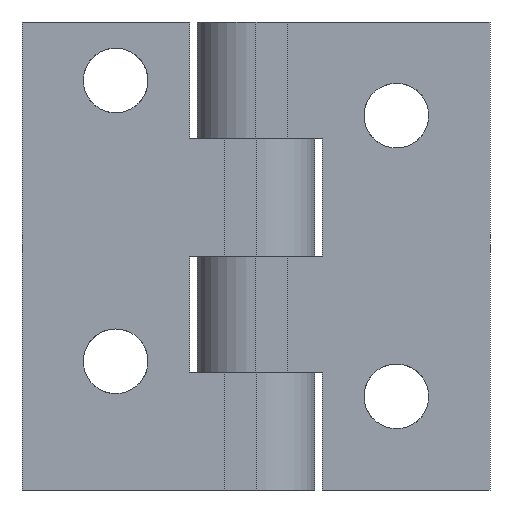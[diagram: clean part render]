
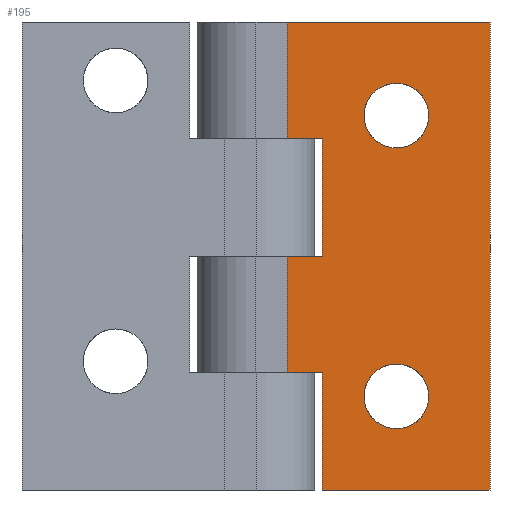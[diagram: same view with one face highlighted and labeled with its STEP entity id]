
A CAD part, front view. The second image highlights one B-rep face of the part: STEP entity #195.
In plain terms, the highlighted planar face has unit normal (0, -1, 0).
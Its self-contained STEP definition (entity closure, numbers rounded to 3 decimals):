
#195 = ADVANCED_FACE( '', ( #404, #405, #406 ), #407, .F. );
#404 = FACE_BOUND( '', #661, .T. );
#405 = FACE_BOUND( '', #662, .T. );
#406 = FACE_OUTER_BOUND( '', #663, .T. );
#407 = PLANE( '', #664 );
#661 = EDGE_LOOP( '', ( #992 ) );
#662 = EDGE_LOOP( '', ( #993 ) );
#663 = EDGE_LOOP( '', ( #994, #995, #996, #997, #998, #999, #1000, #1001, #1002, #1003 ) );
#664 = AXIS2_PLACEMENT_3D( '', #1004, #1005, #1006 );
#992 = ORIENTED_EDGE( '', *, *, #1590, .F. );
#993 = ORIENTED_EDGE( '', *, *, #1591, .F. );
#994 = ORIENTED_EDGE( '', *, *, #1592, .F. );
#995 = ORIENTED_EDGE( '', *, *, #1554, .F. );
#996 = ORIENTED_EDGE( '', *, *, #1593, .F. );
#997 = ORIENTED_EDGE( '', *, *, #1594, .T. );
#998 = ORIENTED_EDGE( '', *, *, #1595, .F. );
#999 = ORIENTED_EDGE( '', *, *, #1596, .F. );
#1000 = ORIENTED_EDGE( '', *, *, #1597, .T. );
#1001 = ORIENTED_EDGE( '', *, *, #1531, .F. );
#1002 = ORIENTED_EDGE( '', *, *, #1598, .F. );
#1003 = ORIENTED_EDGE( '', *, *, #1599, .T. );
#1004 = CARTESIAN_POINT( '', ( 4., -8.5, 30. ) );
#1005 = DIRECTION( '', ( 0., 1., 0. ) );
#1006 = DIRECTION( '', ( 0., 0., 1. ) );
#1531 = EDGE_CURVE( '', #1808, #1803, #1810, .T. );
#1554 = EDGE_CURVE( '', #1850, #1851, #1852, .T. );
#1590 = EDGE_CURVE( '', #1912, #1912, #1913, .T. );
#1591 = EDGE_CURVE( '', #1914, #1914, #1915, .T. );
#1592 = EDGE_CURVE( '', #1851, #1916, #1917, .T. );
#1593 = EDGE_CURVE( '', #1918, #1850, #1919, .T. );
#1594 = EDGE_CURVE( '', #1918, #1920, #1921, .T. );
#1595 = EDGE_CURVE( '', #1922, #1920, #1923, .T. );
#1596 = EDGE_CURVE( '', #1924, #1922, #1925, .T. );
#1597 = EDGE_CURVE( '', #1924, #1803, #1926, .T. );
#1598 = EDGE_CURVE( '', #1927, #1808, #1928, .T. );
#1599 = EDGE_CURVE( '', #1927, #1916, #1929, .T. );
#1803 = VERTEX_POINT( '', #2203 );
#1808 = VERTEX_POINT( '', #2210 );
#1810 = LINE( '', #2213, #2214 );
#1850 = VERTEX_POINT( '', #2273 );
#1851 = VERTEX_POINT( '', #2274 );
#1852 = LINE( '', #2275, #2276 );
#1912 = VERTEX_POINT( '', #2362 );
#1913 = CIRCLE( '', #2363, 4.15 );
#1914 = VERTEX_POINT( '', #2364 );
#1915 = CIRCLE( '', #2365, 4.15 );
#1916 = VERTEX_POINT( '', #2366 );
#1917 = LINE( '', #2367, #2368 );
#1918 = VERTEX_POINT( '', #2369 );
#1919 = LINE( '', #2370, #2371 );
#1920 = VERTEX_POINT( '', #2372 );
#1921 = LINE( '', #2373, #2374 );
#1922 = VERTEX_POINT( '', #2375 );
#1923 = LINE( '', #2376, #2377 );
#1924 = VERTEX_POINT( '', #2378 );
#1925 = LINE( '', #2379, #2380 );
#1926 = LINE( '', #2381, #2382 );
#1927 = VERTEX_POINT( '', #2383 );
#1928 = LINE( '', #2384, #2385 );
#1929 = LINE( '', #2386, #2387 );
#2203 = CARTESIAN_POINT( '', ( 30., -8.5, -30. ) );
#2210 = CARTESIAN_POINT( '', ( 30., -8.5, 30. ) );
#2213 = CARTESIAN_POINT( '', ( 30., -8.5, 30. ) );
#2214 = VECTOR( '', #2741, 1000. );
#2273 = CARTESIAN_POINT( '', ( 8.5, -8.5, 0. ) );
#2274 = CARTESIAN_POINT( '', ( 8.5, -8.5, 15. ) );
#2275 = CARTESIAN_POINT( '', ( 8.5, -8.5, 30. ) );
#2276 = VECTOR( '', #2764, 1000. );
#2362 = CARTESIAN_POINT( '', ( 18., -8.5, -22.15 ) );
#2363 = AXIS2_PLACEMENT_3D( '', #2794, #2795, #2796 );
#2364 = CARTESIAN_POINT( '', ( 18., -8.5, 13.85 ) );
#2365 = AXIS2_PLACEMENT_3D( '', #2797, #2798, #2799 );
#2366 = CARTESIAN_POINT( '', ( 4., -8.5, 15. ) );
#2367 = CARTESIAN_POINT( '', ( 4., -8.5, 15. ) );
#2368 = VECTOR( '', #2800, 1000. );
#2369 = CARTESIAN_POINT( '', ( 4., -8.5, 0. ) );
#2370 = CARTESIAN_POINT( '', ( 4., -8.5, 0. ) );
#2371 = VECTOR( '', #2801, 1000. );
#2372 = CARTESIAN_POINT( '', ( 4., -8.5, -15. ) );
#2373 = CARTESIAN_POINT( '', ( 4., -8.5, 30. ) );
#2374 = VECTOR( '', #2802, 1000. );
#2375 = CARTESIAN_POINT( '', ( 8.5, -8.5, -15. ) );
#2376 = CARTESIAN_POINT( '', ( 4., -8.5, -15. ) );
#2377 = VECTOR( '', #2803, 1000. );
#2378 = CARTESIAN_POINT( '', ( 8.5, -8.5, -30. ) );
#2379 = CARTESIAN_POINT( '', ( 8.5, -8.5, 30. ) );
#2380 = VECTOR( '', #2804, 1000. );
#2381 = CARTESIAN_POINT( '', ( 4., -8.5, -30. ) );
#2382 = VECTOR( '', #2805, 1000. );
#2383 = CARTESIAN_POINT( '', ( 4., -8.5, 30. ) );
#2384 = CARTESIAN_POINT( '', ( 4., -8.5, 30. ) );
#2385 = VECTOR( '', #2806, 1000. );
#2386 = CARTESIAN_POINT( '', ( 4., -8.5, 30. ) );
#2387 = VECTOR( '', #2807, 1000. );
#2741 = DIRECTION( '', ( 0., 0., -1. ) );
#2764 = DIRECTION( '', ( 0., 0., 1. ) );
#2794 = CARTESIAN_POINT( '', ( 18., -8.5, -18. ) );
#2795 = DIRECTION( '', ( 0., -1., 0. ) );
#2796 = DIRECTION( '', ( 0., 0., -1. ) );
#2797 = CARTESIAN_POINT( '', ( 18., -8.5, 18. ) );
#2798 = DIRECTION( '', ( 0., -1., 0. ) );
#2799 = DIRECTION( '', ( 0., 0., -1. ) );
#2800 = DIRECTION( '', ( -1., 0., 0. ) );
#2801 = DIRECTION( '', ( 1., 0., 0. ) );
#2802 = DIRECTION( '', ( 0., 0., -1. ) );
#2803 = DIRECTION( '', ( -1., 0., 0. ) );
#2804 = DIRECTION( '', ( 0., 0., 1. ) );
#2805 = DIRECTION( '', ( 1., 0., 0. ) );
#2806 = DIRECTION( '', ( 1., 0., 0. ) );
#2807 = DIRECTION( '', ( 0., 0., -1. ) );
